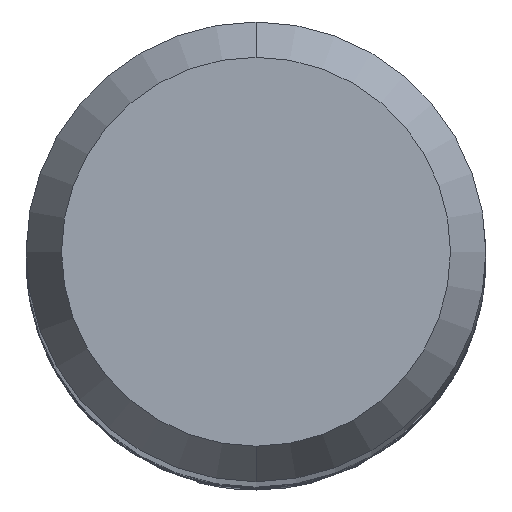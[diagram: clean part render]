
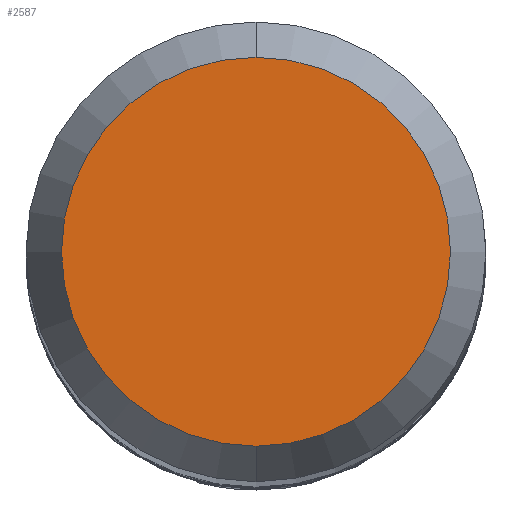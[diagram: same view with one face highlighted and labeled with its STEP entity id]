
A CAD part, top view. The second image highlights one B-rep face of the part: STEP entity #2587.
In plain terms, the highlighted planar face has unit normal (0, 0, 1).
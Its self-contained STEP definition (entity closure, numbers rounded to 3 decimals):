
#1715=VERTEX_POINT('',#3676);
#2297=EDGE_CURVE('',#1715,#2851,#4313,.T.);
#2313=EDGE_CURVE('',#2851,#1715,#4329,.T.);
#2587=ADVANCED_FACE('',(#4626),#4627,.T.);
#2851=VERTEX_POINT('',#4913);
#3676=CARTESIAN_POINT('',(0.,-2.538,0.0));
#4313=CIRCLE('',#20182,2.538);
#4329=CIRCLE('',#20224,2.538);
#4626=FACE_OUTER_BOUND('',#22439,.T.);
#4627=PLANE('',#22440);
#4913=CARTESIAN_POINT('',(0.0,2.538,0.0));
#20182=AXIS2_PLACEMENT_3D('',#26286,#26287,#26288);
#20224=AXIS2_PLACEMENT_3D('',#26294,#26295,#26296);
#22439=EDGE_LOOP('',(#26576,#26577));
#22440=AXIS2_PLACEMENT_3D('',#26578,#26579,#26580);
#26286=CARTESIAN_POINT('',(0.0,0.0,0.0));
#26287=DIRECTION('',(0.0,0.0,-1.0));
#26288=DIRECTION('',(0.0,1.0,0.0));
#26294=CARTESIAN_POINT('',(0.0,0.0,0.0));
#26295=DIRECTION('',(0.0,0.0,-1.0));
#26296=DIRECTION('',(0.0,1.0,0.0));
#26576=ORIENTED_EDGE('',*,*,#2313,.F.);
#26577=ORIENTED_EDGE('',*,*,#2297,.F.);
#26578=CARTESIAN_POINT('',(0.0,1.269,0.0));
#26579=DIRECTION('',(-0.0,0.0,1.0));
#26580=DIRECTION('',(0.0,-1.0,0.0));
